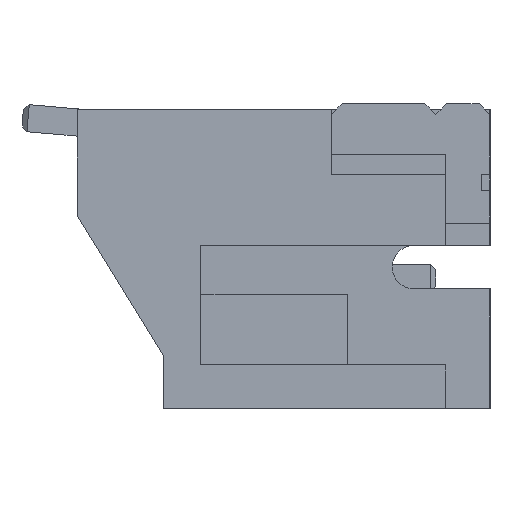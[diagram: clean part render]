
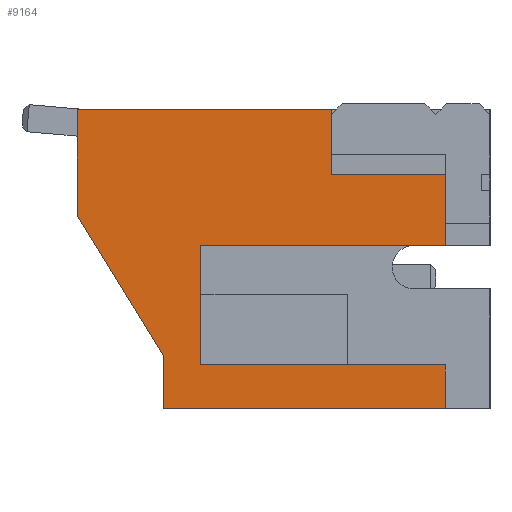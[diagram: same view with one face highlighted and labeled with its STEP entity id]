
A CAD part, left-side view. The second image highlights one B-rep face of the part: STEP entity #9164.
In plain terms, the highlighted planar face has unit normal (-1, 0, 0).
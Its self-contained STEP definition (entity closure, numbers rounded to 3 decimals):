
#57 = VERTEX_POINT ( 'NONE', #1350 ) ;
#271 = LINE ( 'NONE', #28603, #2316 ) ;
#820 = CARTESIAN_POINT ( 'NONE',  ( -0.75, 4.81, -0.64 ) ) ;
#1091 = CARTESIAN_POINT ( 'NONE',  ( -0.75, 1.31, -0.64 ) ) ;
#1192 = DIRECTION ( 'NONE',  ( 0., -1., 0. ) ) ;
#1350 = CARTESIAN_POINT ( 'NONE',  ( -0.75, 4.81, -0.64 ) ) ;
#1709 = VERTEX_POINT ( 'NONE', #12886 ) ;
#2316 = VECTOR ( 'NONE', #7267, 1000. ) ;
#2550 = DIRECTION ( 'NONE',  ( 0., -1., 0. ) ) ;
#2670 = CARTESIAN_POINT ( 'NONE',  ( -0.75, 5.61, -0.64 ) ) ;
#2725 = CARTESIAN_POINT ( 'NONE',  ( -0.75, 4.66, 4.54 ) ) ;
#3476 = DIRECTION ( 'NONE',  ( 0., 0., 1. ) ) ;
#3482 = EDGE_CURVE ( 'NONE', #12820, #16018, #17732, .T. ) ;
#3517 = CARTESIAN_POINT ( 'NONE',  ( -0.75, 4.81, 3.86 ) ) ;
#3722 = VECTOR ( 'NONE', #19831, 1000. ) ;
#3755 = ORIENTED_EDGE ( 'NONE', *, *, #3482, .T. ) ;
#3908 = VERTEX_POINT ( 'NONE', #27892 ) ;
#4524 = VECTOR ( 'NONE', #3476, 1000. ) ;
#5198 = LINE ( 'NONE', #6894, #15592 ) ;
#5674 = EDGE_CURVE ( 'NONE', #29793, #11869, #11820, .T. ) ;
#6047 = DIRECTION ( 'NONE',  ( 0., 0.852, -0.524 ) ) ;
#6292 = EDGE_CURVE ( 'NONE', #26340, #12820, #5198, .T. ) ;
#6894 = CARTESIAN_POINT ( 'NONE',  ( -0.75, 4.81, 3.86 ) ) ;
#7234 = CARTESIAN_POINT ( 'NONE',  ( -0.75, 5.61, -0.64 ) ) ;
#7267 = DIRECTION ( 'NONE',  ( 0., -1., 0. ) ) ;
#7735 = CARTESIAN_POINT ( 'NONE',  ( -0.75, 5.61, 4.54 ) ) ;
#7867 = LINE ( 'NONE', #7234, #21251 ) ;
#8160 = PLANE ( 'NONE',  #17810 ) ;
#8844 = EDGE_CURVE ( 'NONE', #28266, #1709, #26073, .T. ) ;
#9164 = ADVANCED_FACE ( 'NONE', ( #15611 ), #8160, .F. ) ;
#9328 = CARTESIAN_POINT ( 'NONE',  ( -0.75, 0.11, 6.14 ) ) ;
#9342 = CARTESIAN_POINT ( 'NONE',  ( -0.75, 2.61, 3.86 ) ) ;
#9516 = ORIENTED_EDGE ( 'NONE', *, *, #6292, .T. ) ;
#9672 = LINE ( 'NONE', #2670, #13643 ) ;
#10444 = VERTEX_POINT ( 'NONE', #22753 ) ;
#10560 = CARTESIAN_POINT ( 'NONE',  ( -0.75, 4.66, 4.54 ) ) ;
#10570 = DIRECTION ( 'NONE',  ( 0., 0., 1. ) ) ;
#10757 = ORIENTED_EDGE ( 'NONE', *, *, #16964, .T. ) ;
#10936 = LINE ( 'NONE', #820, #4524 ) ;
#11123 = ORIENTED_EDGE ( 'NONE', *, *, #25484, .T. ) ;
#11820 = LINE ( 'NONE', #7735, #21590 ) ;
#11855 = VECTOR ( 'NONE', #22957, 1000. ) ;
#11869 = VERTEX_POINT ( 'NONE', #27476 ) ;
#12463 = VECTOR ( 'NONE', #21951, 1000. ) ;
#12820 = VERTEX_POINT ( 'NONE', #9342 ) ;
#12886 = CARTESIAN_POINT ( 'NONE',  ( -0.75, 2.06, 6.14 ) ) ;
#13015 = LINE ( 'NONE', #10560, #16249 ) ;
#13280 = CARTESIAN_POINT ( 'NONE',  ( -0.75, 0.11, 4.54 ) ) ;
#13491 = CARTESIAN_POINT ( 'NONE',  ( -0.75, 2.61, -0.64 ) ) ;
#13643 = VECTOR ( 'NONE', #14752, 1000. ) ;
#14752 = DIRECTION ( 'NONE',  ( 0., 0., -1. ) ) ;
#15592 = VECTOR ( 'NONE', #2550, 1000. ) ;
#15598 = EDGE_CURVE ( 'NONE', #57, #26340, #10936, .T. ) ;
#15611 = FACE_OUTER_BOUND ( 'NONE', #29726, .T. ) ;
#16018 = VERTEX_POINT ( 'NONE', #13491 ) ;
#16179 = VERTEX_POINT ( 'NONE', #17372 ) ;
#16249 = VECTOR ( 'NONE', #6047, 1000. ) ;
#16873 = DIRECTION ( 'NONE',  ( 0., -1., 0. ) ) ;
#16964 = EDGE_CURVE ( 'NONE', #16018, #18965, #271, .T. ) ;
#17366 = LINE ( 'NONE', #19521, #3722 ) ;
#17372 = CARTESIAN_POINT ( 'NONE',  ( -0.75, 0.11, 1.46 ) ) ;
#17594 = EDGE_CURVE ( 'NONE', #11869, #3908, #9672, .T. ) ;
#17732 = LINE ( 'NONE', #27229, #12463 ) ;
#17810 = AXIS2_PLACEMENT_3D ( 'NONE', #13280, #27447, #1192 ) ;
#18449 = ORIENTED_EDGE ( 'NONE', *, *, #18828, .T. ) ;
#18828 = EDGE_CURVE ( 'NONE', #1709, #29793, #13015, .T. ) ;
#18902 = CARTESIAN_POINT ( 'NONE',  ( -0.75, 2.06, 6.14 ) ) ;
#18965 = VERTEX_POINT ( 'NONE', #21705 ) ;
#19185 = VECTOR ( 'NONE', #21875, 1000. ) ;
#19521 = CARTESIAN_POINT ( 'NONE',  ( -0.75, 1.31, 1.46 ) ) ;
#19831 = DIRECTION ( 'NONE',  ( 0., -1., 0. ) ) ;
#20431 = ORIENTED_EDGE ( 'NONE', *, *, #5674, .T. ) ;
#20580 = ORIENTED_EDGE ( 'NONE', *, *, #15598, .T. ) ;
#21251 = VECTOR ( 'NONE', #16873, 1000. ) ;
#21590 = VECTOR ( 'NONE', #25676, 1000. ) ;
#21705 = CARTESIAN_POINT ( 'NONE',  ( -0.75, 1.31, -0.64 ) ) ;
#21875 = DIRECTION ( 'NONE',  ( 0., 0., 1. ) ) ;
#21951 = DIRECTION ( 'NONE',  ( 0., 0., -1. ) ) ;
#22055 = ORIENTED_EDGE ( 'NONE', *, *, #8844, .T. ) ;
#22545 = ORIENTED_EDGE ( 'NONE', *, *, #26807, .T. ) ;
#22664 = LINE ( 'NONE', #1091, #25446 ) ;
#22753 = CARTESIAN_POINT ( 'NONE',  ( -0.75, 1.31, 1.46 ) ) ;
#22835 = EDGE_CURVE ( 'NONE', #10444, #16179, #17366, .T. ) ;
#22957 = DIRECTION ( 'NONE',  ( 0., 1., 0. ) ) ;
#24220 = CARTESIAN_POINT ( 'NONE',  ( -0.75, 0.11, 4.54 ) ) ;
#24992 = ORIENTED_EDGE ( 'NONE', *, *, #30444, .T. ) ;
#25446 = VECTOR ( 'NONE', #10570, 1000. ) ;
#25484 = EDGE_CURVE ( 'NONE', #16179, #28266, #28916, .T. ) ;
#25676 = DIRECTION ( 'NONE',  ( 0., 1., 0. ) ) ;
#26073 = LINE ( 'NONE', #18902, #11855 ) ;
#26340 = VERTEX_POINT ( 'NONE', #3517 ) ;
#26807 = EDGE_CURVE ( 'NONE', #3908, #57, #7867, .T. ) ;
#26819 = ORIENTED_EDGE ( 'NONE', *, *, #17594, .T. ) ;
#26910 = ORIENTED_EDGE ( 'NONE', *, *, #22835, .T. ) ;
#27229 = CARTESIAN_POINT ( 'NONE',  ( -0.75, 2.61, 3.86 ) ) ;
#27447 = DIRECTION ( 'NONE',  ( 1., 0., 0. ) ) ;
#27476 = CARTESIAN_POINT ( 'NONE',  ( -0.75, 5.61, 4.54 ) ) ;
#27892 = CARTESIAN_POINT ( 'NONE',  ( -0.75, 5.61, -0.64 ) ) ;
#28266 = VERTEX_POINT ( 'NONE', #9328 ) ;
#28603 = CARTESIAN_POINT ( 'NONE',  ( -0.75, 2.61, -0.64 ) ) ;
#28916 = LINE ( 'NONE', #24220, #19185 ) ;
#29726 = EDGE_LOOP ( 'NONE', ( #26819, #22545, #20580, #9516, #3755, #10757, #24992, #26910, #11123, #22055, #18449, #20431 ) ) ;
#29793 = VERTEX_POINT ( 'NONE', #2725 ) ;
#30444 = EDGE_CURVE ( 'NONE', #18965, #10444, #22664, .T. ) ;
